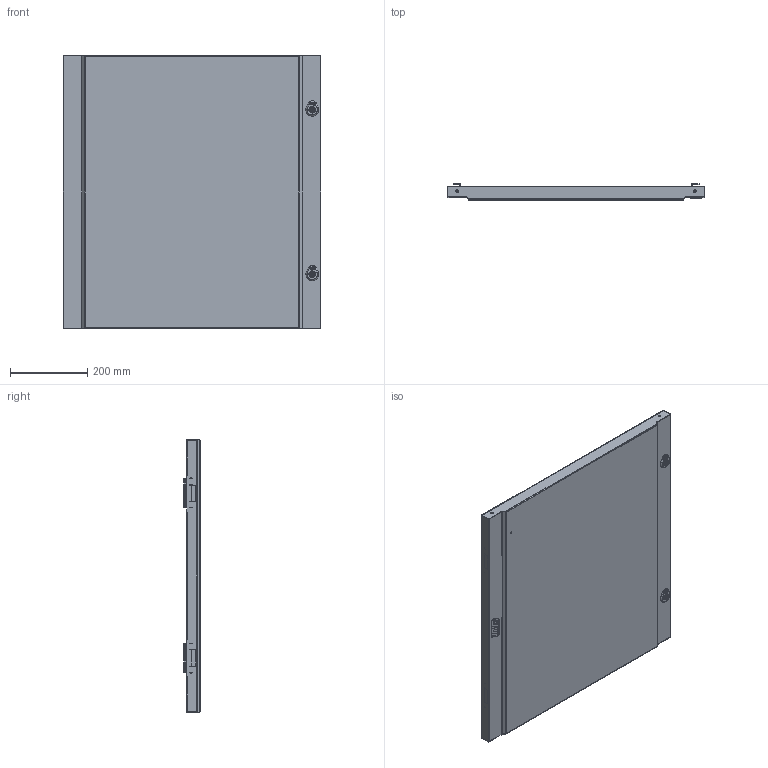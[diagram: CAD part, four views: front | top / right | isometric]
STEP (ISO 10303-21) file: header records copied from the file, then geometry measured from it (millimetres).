
FILE_DESCRIPTION(/* description */ (''),/* implementation_level */ '2;1');
FILE_NAME(/* name */ 'PO40SUP72-96.stp',/* time_stamp */ '2017-07-17T11:54:28+02:00',/* author */ (''),/* organization */ (''),/* preprocessor_version */ 'ST-DEVELOPER v15',/* originating_system */ 'SIEMENS PLM Software NX 9.0',/* authorisation */ '');
FILE_SCHEMA (('CONFIG_CONTROL_DESIGN'));
Length unit declared in the file: millimetre
Products named in the file (9): LOGO_IDE; 92166_CIERRE_ATLANTIC; 55510_BISAGRA_PUERTA; 91355_PERNO_M6x10; PUERTA_OPACA_stp; 65512_BISAGRA_CUERPO; 92143_BULON_BISAGRA_ATLANTIC; CONJ_PUERTA PO_PT_710; PO40SUP72-96_stp
Assembly tree (14 placements, depth 3):
  PO40SUP72-96_stp
    CONJ_PUERTA PO_PT_710
      PUERTA_OPACA_stp
      91355_PERNO_M6x10
      55510_BISAGRA_PUERTA  x2
      92166_CIERRE_ATLANTIC  x2
      LOGO_IDE
    92143_BULON_BISAGRA_ATLANTIC  x2
    65512_BISAGRA_CUERPO  x4
Bounding box: 667.6 x 41.6 x 706 mm (x, y, z)
Volume: 631030.3 mm3; surface area: 1208593.4 mm2
Topology: 19 solids, 19 shells, 746 faces, 1975 edges, 1284 vertices
Faces by surface type: plane 471, cylinder 218, bspline 32, cone 13, torus 12
Full cylindrical faces by diameter (mm): 3.5 x2, 4 x8, 5 x4, 5.4 x2, 6 x1, 6.5 x1, 7 x6, 9.86 x2, 10 x2, 12.5 x2, 15.786 x2, 16.25 x2, 19.3 x2
Entity records: 16119 total; most frequent: CARTESIAN_POINT 3474, ORIENTED_EDGE 2518, DIRECTION 2240, EDGE_CURVE 1259, VERTEX_POINT 819, LINE 804, VECTOR 804, AXIS2_PLACEMENT_3D 718
